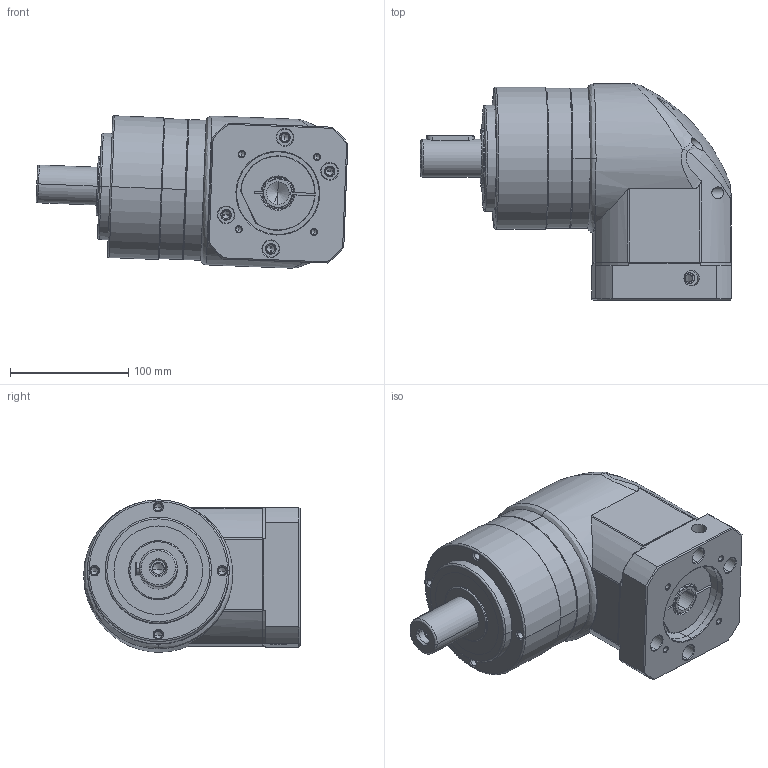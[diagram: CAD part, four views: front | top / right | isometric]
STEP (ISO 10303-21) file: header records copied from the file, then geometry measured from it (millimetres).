
FILE_DESCRIPTION (( 'STEP AP214' ), '1' );
FILE_NAME ('PEL120-L1-19-70-90-M5-M6.STEP', '2024-01-06T06:29:57', ( 'admin' ), ( '' ), 'SwSTEP 2.0', 'SolidWorks 2013', '' );
FILE_SCHEMA (( 'AUTOMOTIVE_DESIGN' ));
Length unit declared in the file: millimetre
Products named in the file (6): SBL15-70-90M6; PE120; 22-19_X2_8F6C63625957_X0_; SBL115_X2_8F9351658F7495017D2773AF_X0_-22; SDL115-22; PEL120-L1-19-70-90-M5-M6
Assembly tree (5 placements, depth 2):
  PEL120-L1-19-70-90-M5-M6
    SDL115-22
    SBL115_X2_8F9351658F7495017D2773AF_X0_-22
    22-19_X2_8F6C63625957_X0_
    PE120
    SBL15-70-90M6
Bounding box: 263.56 x 183 x 128.83 mm (x, y, z)
Volume: 2904919.6 mm3; surface area: 248552.3 mm2
Topology: 9 solids, 9 shells, 489 faces, 1195 edges, 715 vertices
Faces by surface type: cylinder 203, cone 142, plane 110, bspline 32, torus 2
Entity records: 27160 total; most frequent: CARTESIAN_POINT 10619, ORIENTED_EDGE 2274, DIRECTION 2200, EDGE_CURVE 1137, AXIS2_PLACEMENT_3D 861, VERTEX_POINT 715, EDGE_LOOP 572, UNCERTAINTY_MEASURE_WITH_UNIT 509
